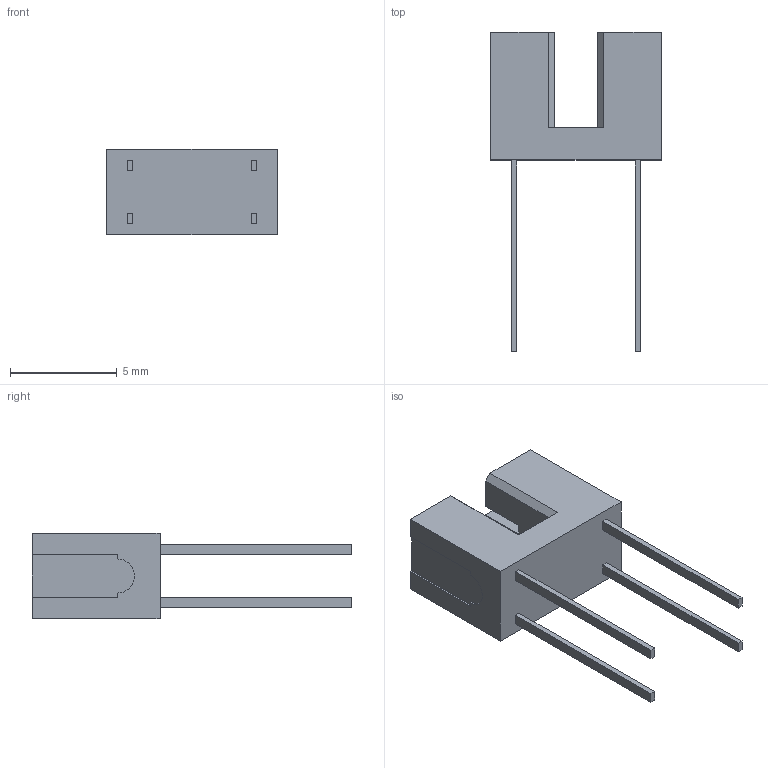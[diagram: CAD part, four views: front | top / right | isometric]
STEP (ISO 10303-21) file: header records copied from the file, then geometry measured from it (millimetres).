
FILE_DESCRIPTION (( 'STEP AP203' ), '1' );
FILE_NAME ('EE_SX1018.step', '2015-01-29T09:11:19', ( 'OSMC1.0 ' ), ( ' ' ), 'SwSTEP 2.0', 'SolidWorks 2002025', '' );
FILE_SCHEMA (( 'CONFIG_CONTROL_DESIGN' ));
Length unit declared in the file: millimetre
Products named in the file (1): EE_SX1018
Bounding box: 8 x 15 x 4 mm (x, y, z)
Volume: 156.6 mm3; surface area: 283.9 mm2
Topology: 1 solids, 1 shells, 58 faces, 156 edges, 104 vertices
Faces by surface type: plane 56, cylinder 2
Entity records: 1861 total; most frequent: CARTESIAN_POINT 319, ORIENTED_EDGE 312, DIRECTION 278, EDGE_CURVE 156, LINE 152, VECTOR 152, VERTEX_POINT 104, AXIS2_PLACEMENT_3D 63
